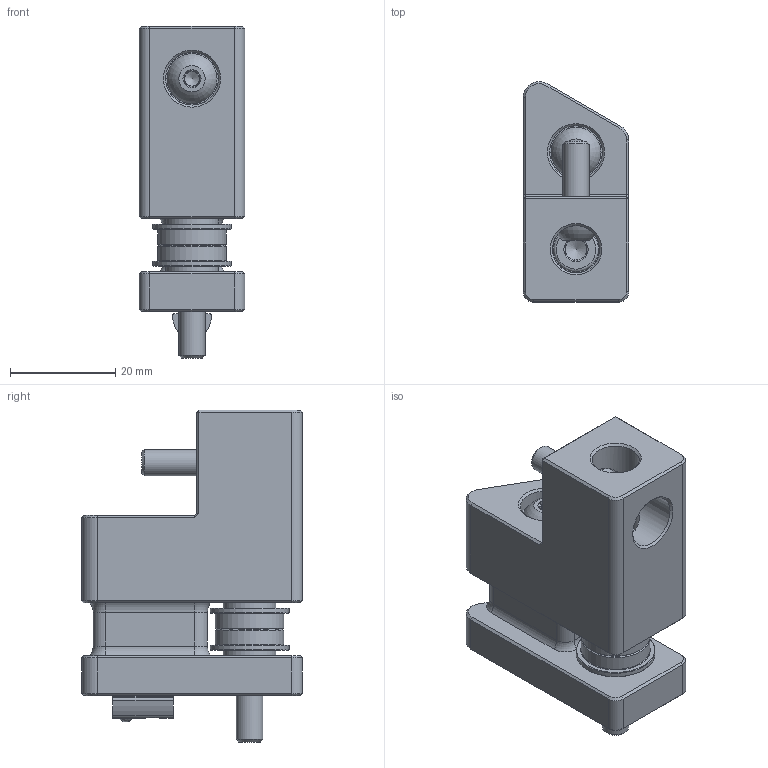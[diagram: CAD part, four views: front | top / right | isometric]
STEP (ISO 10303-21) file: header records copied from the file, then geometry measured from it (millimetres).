
FILE_DESCRIPTION(/* description */ ('STEP AP214'),/* implementation_level */ '2;1');
FILE_NAME(/* name */ '602cee4cea69e115af96fad7',/* time_stamp */ '2021-02-17T10:22:05+00:00',/* author */ (''),/* organization */ (''),/* preprocessor_version */ 'ST-DEVELOPER v18.1',/* originating_system */ ' ',/* authorisation */ ' ');
FILE_SCHEMA (('AUTOMOTIVE_DESIGN {1 0 10303 214 3 1 1}'));
Length unit declared in the file: metre
Products named in the file (9): ass_front_idler_left_V4; ISO 7380-1 M5x35; DIN 912 M5x40; DIN 988 5x10x1 Shim Ring; F695-2RS; M5x16; front_idler_left_bottom_V4; front_idler_left_top_V4; M5-T-Nut
Assembly tree (10 placements, depth 2):
  ass_front_idler_left_V4
    ISO 7380-1 M5x35
    DIN 912 M5x40
    DIN 988 5x10x1 Shim Ring  x2
    F695-2RS  x2
    M5x16
    front_idler_left_bottom_V4
    front_idler_left_top_V4
    M5-T-Nut
Bounding box: 20 x 41.85 x 63 mm (x, y, z)
Volume: 28490.3 mm3; surface area: 13184.6 mm2
Topology: 10 solids, 10 shells, 266 faces, 584 edges, 352 vertices
Faces by surface type: plane 109, cylinder 72, cone 67, torus 17, sphere 1
Full cylindrical faces by diameter (mm): 4.134 x1, 5 x7, 5.2 x5, 6.5 x4, 8.5 x1, 8.95 x2, 10 x4, 11.5 x4, 13 x2, 15 x2
Entity records: 6472 total; most frequent: CARTESIAN_POINT 1210, DIRECTION 1114, ORIENTED_EDGE 908, AXIS2_PLACEMENT_3D 457, EDGE_CURVE 454, FACE_BOUND 327, EDGE_LOOP 324, VERTEX_POINT 303
